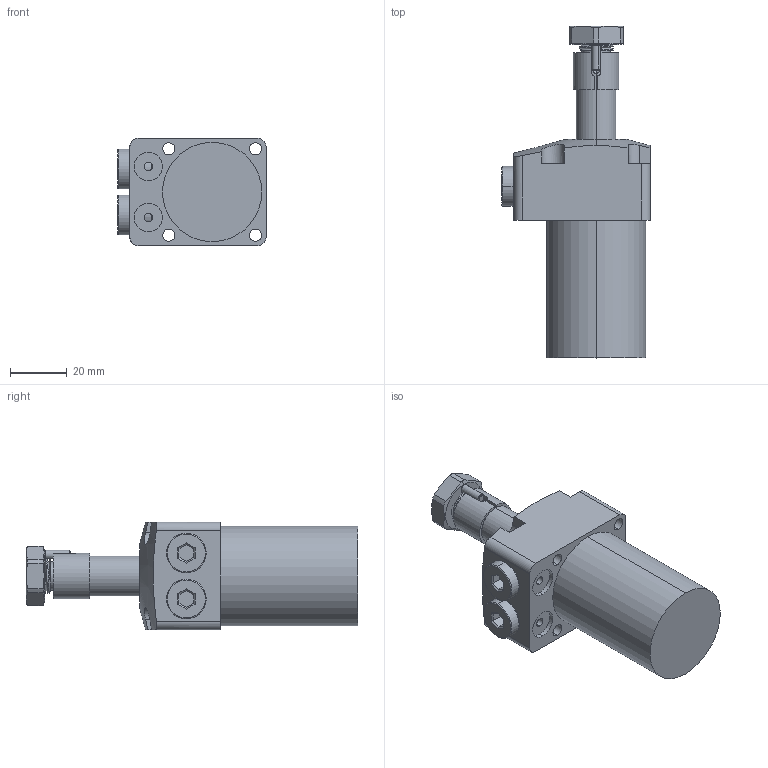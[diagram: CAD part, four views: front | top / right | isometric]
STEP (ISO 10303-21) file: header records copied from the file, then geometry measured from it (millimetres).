
FILE_DESCRIPTION (( 'STEP AP214' ), '1' );
FILE_NAME ('CHA-036PSR.STEP', '2018-12-25T01:21:14', ( '' ), ( '' ), 'SwSTEP 2.0', 'SolidWorks 2016', '' );
FILE_SCHEMA (( 'AUTOMOTIVE_DESIGN' ));
Length unit declared in the file: millimetre
Products named in the file (7): CHA-036PS(HSG); CHA-036PS(LM); CHA-036PS(XIAO); CHA-036PS(ZH); 黑芛G8-1; CHA-036P(BT); CHA-036PSR
Assembly tree (7 placements, depth 2):
  CHA-036PSR
    CHA-036P(BT)
    黑芛G8-1  x2
    CHA-036PS(ZH)
    CHA-036PS(XIAO)
    CHA-036PS(LM)
    CHA-036PS(HSG)
Bounding box: 52.2 x 117 x 38 mm (x, y, z)
Volume: 90276.6 mm3; surface area: 28527.8 mm2
Topology: 7 solids, 7 shells, 201 faces, 473 edges, 302 vertices
Faces by surface type: plane 92, cylinder 80, cone 17, torus 10, bspline 2
Entity records: 6522 total; most frequent: CARTESIAN_POINT 2178, DIRECTION 845, ORIENTED_EDGE 838, EDGE_CURVE 419, AXIS2_PLACEMENT_3D 324, VERTEX_POINT 270, EDGE_LOOP 203, LINE 197
